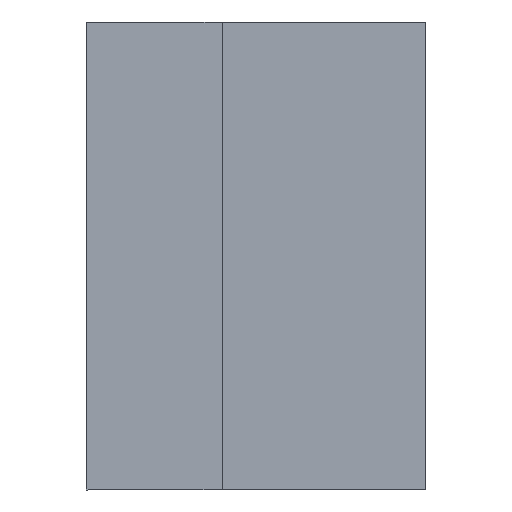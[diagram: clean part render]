
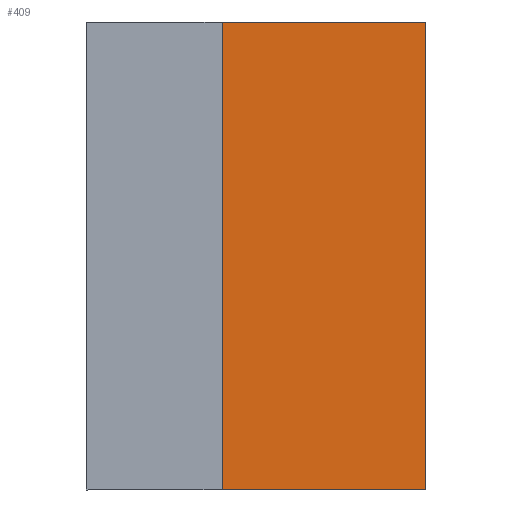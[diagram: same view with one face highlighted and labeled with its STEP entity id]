
A CAD part, left-side view. The second image highlights one B-rep face of the part: STEP entity #409.
In plain terms, the highlighted planar face has unit normal (-1, 0, 0).
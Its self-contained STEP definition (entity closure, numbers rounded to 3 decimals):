
#64=FACE_OUTER_BOUND('',#89,.T.);
#89=EDGE_LOOP('',(#295,#296,#297,#298));
#128=LINE('',#623,#163);
#131=LINE('',#633,#166);
#132=LINE('',#634,#167);
#133=LINE('',#635,#168);
#163=VECTOR('',#497,6.9);
#166=VECTOR('',#506,6.9);
#167=VECTOR('',#507,3.);
#168=VECTOR('',#508,3.);
#198=VERTEX_POINT('',#621);
#199=VERTEX_POINT('',#622);
#202=VERTEX_POINT('',#631);
#203=VERTEX_POINT('',#632);
#234=EDGE_CURVE('',#198,#199,#128,.T.);
#239=EDGE_CURVE('',#202,#203,#131,.T.);
#240=EDGE_CURVE('',#198,#202,#132,.T.);
#241=EDGE_CURVE('',#199,#203,#133,.T.);
#295=ORIENTED_EDGE('',*,*,#239,.F.);
#296=ORIENTED_EDGE('',*,*,#240,.F.);
#297=ORIENTED_EDGE('',*,*,#234,.T.);
#298=ORIENTED_EDGE('',*,*,#241,.T.);
#397=PLANE('',#448);
#409=ADVANCED_FACE('',(#64),#397,.F.);
#448=AXIS2_PLACEMENT_3D('',#630,#504,#505);
#497=DIRECTION('',(0.,0.,-1.));
#504=DIRECTION('center_axis',(1.,0.,0.));
#505=DIRECTION('ref_axis',(0.,0.,-1.));
#506=DIRECTION('',(0.,0.,-1.));
#507=DIRECTION('',(0.,-1.,0.));
#508=DIRECTION('',(0.,-1.,0.));
#621=CARTESIAN_POINT('',(0.,3.,6.9));
#622=CARTESIAN_POINT('',(0.,3.,0.));
#623=CARTESIAN_POINT('',(0.,3.,6.9));
#630=CARTESIAN_POINT('Origin',(0.,3.,8.5));
#631=CARTESIAN_POINT('',(0.,0.,6.9));
#632=CARTESIAN_POINT('',(0.,0.,0.));
#633=CARTESIAN_POINT('',(0.,0.,6.9));
#634=CARTESIAN_POINT('',(0.,3.,6.9));
#635=CARTESIAN_POINT('',(0.,3.,0.));
